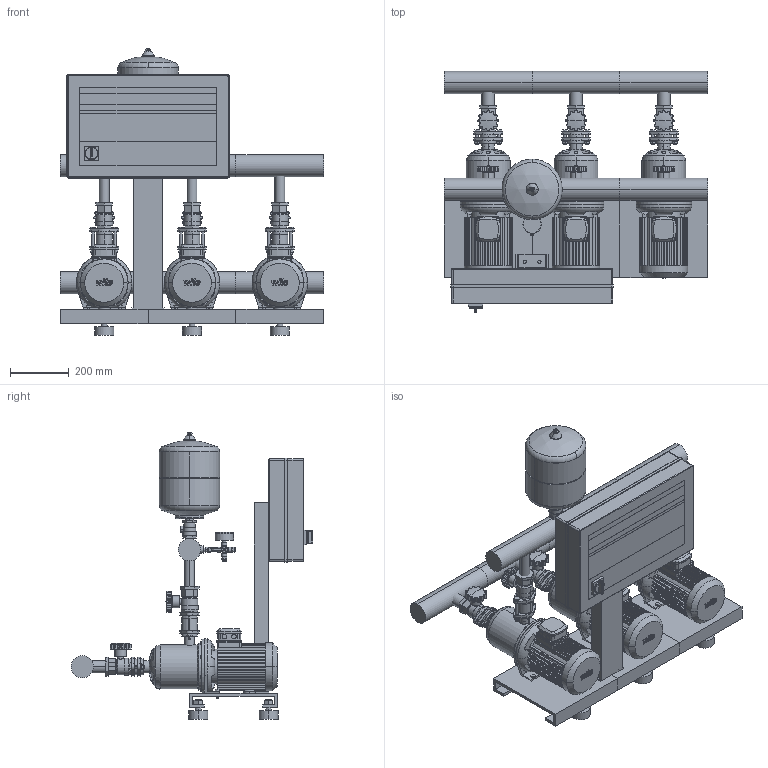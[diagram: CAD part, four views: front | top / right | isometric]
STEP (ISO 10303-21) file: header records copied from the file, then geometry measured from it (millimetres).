
FILE_DESCRIPTION((''),'2;1');
FILE_NAME('3d_CO-3MHI404N_ER-EB-2534339.stp','2016-08-24T08:02:48',(''),(''),'Mechanical Desktop 2009','Mechanical Desktop 2009',', , ');
FILE_SCHEMA(('CONFIG_CONTROL_DESIGN'));
Length unit declared in the file: millimetre
Products named in the file (1): Product
Bounding box: 900 x 825 x 980 mm (x, y, z)
Volume: 74942336.2 mm3; surface area: 5136709.4 mm2
Topology: 114 solids, 114 shells, 3396 faces, 8345 edges, 5398 vertices
Faces by surface type: plane 1381, cylinder 1060, bspline 672, cone 175, torus 102, sphere 6
Entity records: 109900 total; most frequent: CARTESIAN_POINT 30200, ORIENTED_EDGE 16658, DIRECTION 16248, EDGE_CURVE 8329, AXIS2_PLACEMENT_3D 5761, VERTEX_POINT 5394, VECTOR 4726, LINE 4726
